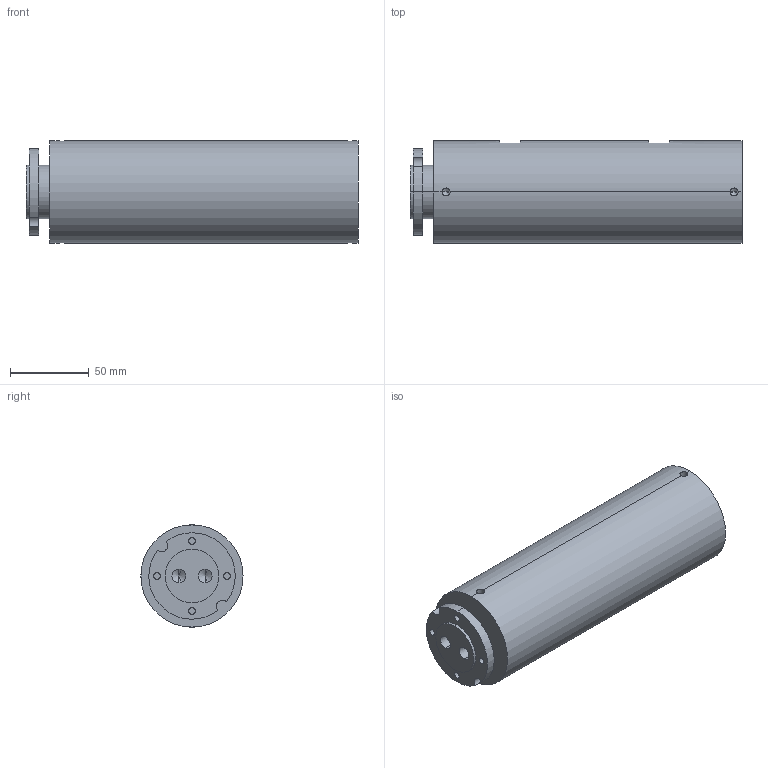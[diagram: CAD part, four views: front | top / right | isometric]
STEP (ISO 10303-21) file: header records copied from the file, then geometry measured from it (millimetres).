
FILE_DESCRIPTION (( 'STEP AP203' ), '1' );
FILE_NAME ('RQHS200-02.STEP', '2020-07-28T06:05:04', ( '微软用户' ), ( '微软中国' ), 'SwSTEP 2.0', 'SolidWorks 2014', '' );
FILE_SCHEMA (( 'CONFIG_CONTROL_DESIGN' ));
Length unit declared in the file: millimetre
Products named in the file (1): RQHS200-02
Bounding box: 211.2 x 65 x 65 mm (x, y, z)
Volume: 669542.2 mm3; surface area: 53342.4 mm2
Topology: 1 solids, 1 shells, 63 faces, 156 edges, 88 vertices
Faces by surface type: cylinder 36, cone 16, plane 11
Entity records: 2079 total; most frequent: CARTESIAN_POINT 540, DIRECTION 328, ORIENTED_EDGE 280, EDGE_CURVE 140, AXIS2_PLACEMENT_3D 132, VERTEX_POINT 88, EDGE_LOOP 80, CIRCLE 68
